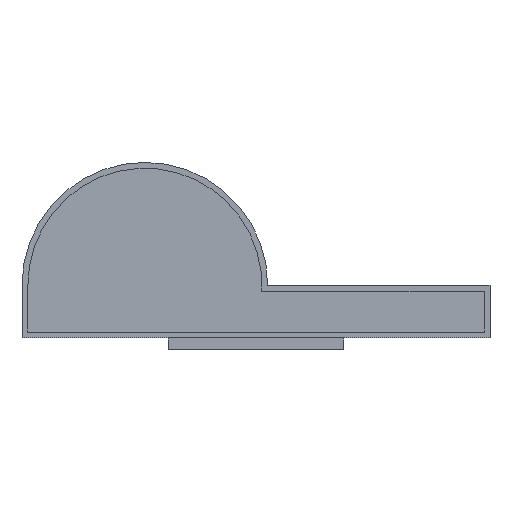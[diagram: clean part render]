
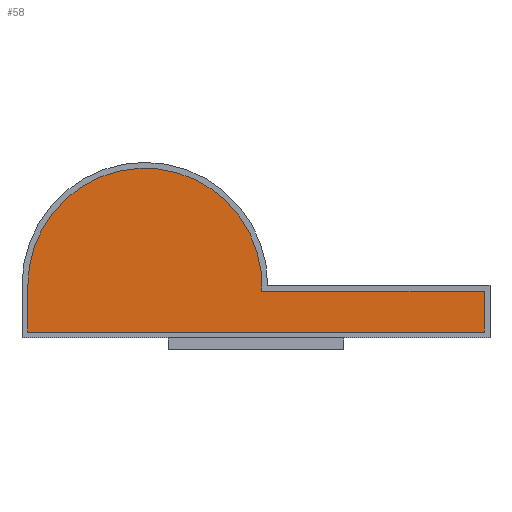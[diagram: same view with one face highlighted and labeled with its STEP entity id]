
A CAD part, front view. The second image highlights one B-rep face of the part: STEP entity #58.
In plain terms, the highlighted planar face has unit normal (0, -1, 0).
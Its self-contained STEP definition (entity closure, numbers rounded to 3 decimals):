
#58 = ADVANCED_FACE( '', ( #129 ), #130, .F. );
#129 = FACE_OUTER_BOUND( '', #211, .T. );
#130 = PLANE( '', #212 );
#211 = EDGE_LOOP( '', ( #317, #318, #319, #320, #321 ) );
#212 = AXIS2_PLACEMENT_3D( '', #322, #323, #324 );
#317 = ORIENTED_EDGE( '', *, *, #511, .F. );
#318 = ORIENTED_EDGE( '', *, *, #496, .F. );
#319 = ORIENTED_EDGE( '', *, *, #512, .F. );
#320 = ORIENTED_EDGE( '', *, *, #481, .F. );
#321 = ORIENTED_EDGE( '', *, *, #513, .F. );
#322 = CARTESIAN_POINT( '', ( -1.9, -24.995, -0.6 ) );
#323 = DIRECTION( '', ( 0., 1., 0. ) );
#324 = DIRECTION( '', ( 0., 0., 1. ) );
#481 = EDGE_CURVE( '', #562, #563, #564, .T. );
#496 = EDGE_CURVE( '', #589, #590, #591, .T. );
#511 = EDGE_CURVE( '', #590, #616, #617, .T. );
#512 = EDGE_CURVE( '', #563, #589, #618, .T. );
#513 = EDGE_CURVE( '', #616, #562, #619, .T. );
#562 = VERTEX_POINT( '', #681 );
#563 = VERTEX_POINT( '', #682 );
#564 = LINE( '', #683, #684 );
#589 = VERTEX_POINT( '', #720 );
#590 = VERTEX_POINT( '', #721 );
#591 = LINE( '', #722, #723 );
#616 = VERTEX_POINT( '', #758 );
#617 = CIRCLE( '', #759, 2. );
#618 = LINE( '', #760, #761 );
#619 = LINE( '', #762, #763 );
#681 = CARTESIAN_POINT( '', ( 3.9, -24.995, -0.7 ) );
#682 = CARTESIAN_POINT( '', ( 3.9, -24.995, -1.4 ) );
#683 = CARTESIAN_POINT( '', ( 3.9, -24.995, -0.7 ) );
#684 = VECTOR( '', #850, 1000. );
#720 = CARTESIAN_POINT( '', ( -3.9, -24.995, -1.4 ) );
#721 = CARTESIAN_POINT( '', ( -3.9, -24.995, -0.6 ) );
#722 = CARTESIAN_POINT( '', ( -3.9, -24.995, -1.4 ) );
#723 = VECTOR( '', #862, 1000. );
#758 = CARTESIAN_POINT( '', ( 0.097, -24.995, -0.7 ) );
#759 = AXIS2_PLACEMENT_3D( '', #879, #880, #881 );
#760 = CARTESIAN_POINT( '', ( 3.9, -24.995, -1.4 ) );
#761 = VECTOR( '', #882, 1000. );
#762 = CARTESIAN_POINT( '', ( 0.097, -24.995, -0.7 ) );
#763 = VECTOR( '', #883, 1000. );
#850 = DIRECTION( '', ( 0., 0., -1. ) );
#862 = DIRECTION( '', ( 0., 0., 1. ) );
#879 = CARTESIAN_POINT( '', ( -1.9, -24.995, -0.6 ) );
#880 = DIRECTION( '', ( 0., 1., 0. ) );
#881 = DIRECTION( '', ( -1., 0., 0. ) );
#882 = DIRECTION( '', ( -1., 0., 0. ) );
#883 = DIRECTION( '', ( 1., 0., 0. ) );
